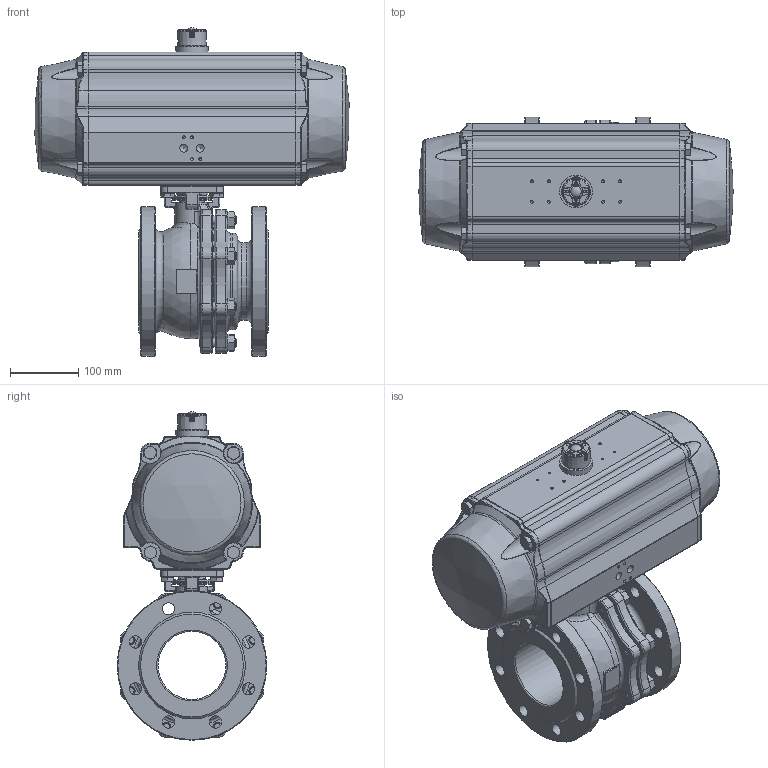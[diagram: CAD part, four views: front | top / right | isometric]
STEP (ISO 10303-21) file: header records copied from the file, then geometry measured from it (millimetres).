
FILE_DESCRIPTION(/* description */ ('Unknown'),/* implementation_level */ '2;1');
FILE_NAME(/* name */ 'FR07 0921_0930-12',/* time_stamp */ '2023-08-02T09:08:24+02:00',/* author */ ('Unknown'),/* organization */ ('Unknown'),/* preprocessor_version */ 'ST-DEVELOPER v18.102',/* originating_system */ 'Solid Edge',/* authorisation */ 'Unknown');
FILE_SCHEMA (('AUTOMOTIVE_DESIGN {1 0 10303 214 3 1 1}'));
Products named in the file (11): FR070921-12; 8.200.100_PN16; DIN 933 M10x22 A2-70 BLK_EDST; DW08_FR07_(DW682_FR500); ____; ________(___________; _____________; ______; hexagon head bolts--product grade c gb_GB_FASTENER_BOLT_HHBC M12X55-N; cup head nib bolts with large head gb_GB_FASTENER_BOLT_CHNBW M6X25-N; KP-160
Assembly tree (22 placements, depth 4):
  FR070921-12
    8.200.100_PN16
    DIN 933 M10x22 A2-70 BLK_EDST  x4
    DW08_FR07_(DW682_FR500)
      ____
        ________(___________  x2
        _____________  x2
        ______
      hexagon head bolts--product grade c gb_GB_FASTENER_BOLT_HHBC M12X55-N  x8
      cup head nib bolts with large head gb_GB_FASTENER_BOLT_CHNBW M6X25-N
      KP-160
Bounding box: 461.71 x 220 x 482.9 mm (x, y, z)
Volume: 16888675 mm3; surface area: 786632.3 mm2
Topology: 20 solids, 20 shells, 1855 faces, 4391 edges, 2607 vertices
Faces by surface type: plane 562, cylinder 544, bspline 265, torus 250, cone 220, sphere 14
Full cylindrical faces by diameter (mm): 3 x16, 3.3 x8, 4.2 x12, 4.66 x1, 5 x1, 6 x1, 6.2 x1, 8.5 x4, 10 x4, 10.2 x12, 10.42 x1, 10.5 x4, 11.8 x2, 12 x8, 12.913 x21, 17 x4, 18 x17, 36.5 x1, 38.5 x1, 39 x1, 47.8 x1, 56.527 x1, 57 x2, 64 x1, 100 x1, 114 x1, 142 x1, 220 x2
Entity records: 54113 total; most frequent: CARTESIAN_POINT 21117, DIRECTION 6713, ORIENTED_EDGE 6628, EDGE_CURVE 3314, AXIS2_PLACEMENT_3D 2772, VERTEX_POINT 2099, FACE_BOUND 1879, EDGE_LOOP 1852
